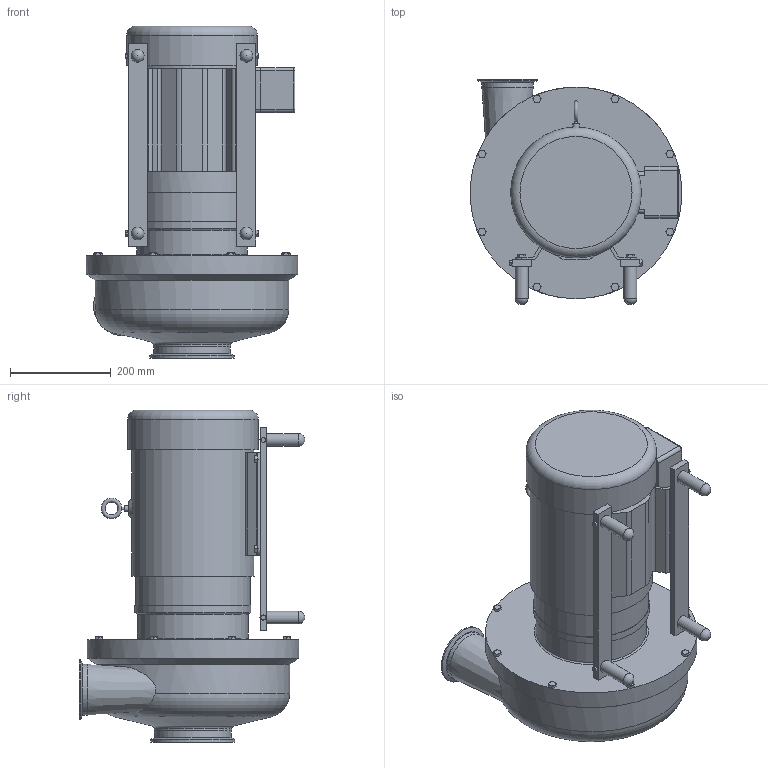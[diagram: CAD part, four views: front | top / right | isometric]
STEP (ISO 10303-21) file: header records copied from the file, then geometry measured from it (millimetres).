
FILE_DESCRIPTION(/* description */ (''),/* implementation_level */ '2;1');
FILE_NAME(/* name */ 'W+_W+25-210_213TC_6.0x4.0_S-Line_7.5HP_SM.stp',/* time_stamp */ '2020-09-02T10:56:38+05:00',/* author */ ('KRXREM'),/* organization */ (''),/* preprocessor_version */ 'ST-DEVELOPER v17',/* originating_system */ 'Autodesk Inventor 2018',/* authorisation */ '');
FILE_SCHEMA (('AUTOMOTIVE_DESIGN { 1 0 10303 214 3 1 1 }'));
Length unit declared in the file: inch
Products named in the file (1): W+_W+25-210_213TC_6.0x4.0_S-Line_7.5HP_SM
Bounding box: 420 x 448.07 x 659.08 mm (x, y, z)
Volume: 42731847.8 mm3; surface area: 1047400.3 mm2
Topology: 1 solids, 1 shells, 462 faces, 1201 edges, 765 vertices
Faces by surface type: plane 235, cone 118, cylinder 48, bspline 42, torus 15, sphere 4
Full cylindrical faces by diameter (mm): 5.751 x1, 12.141 x1, 25.4 x4, 97.384 x1, 101.727 x1, 118.923 x1, 146.863 x1, 152.527 x1, 154 x1, 166.878 x1, 220 x1, 228.092 x1, 230 x1, 242.824 x1, 259.588 x1, 384 x1, 420 x1
Entity records: 14730 total; most frequent: CARTESIAN_POINT 3592, ORIENTED_EDGE 2394, DIRECTION 2081, EDGE_CURVE 1197, VERTEX_POINT 765, AXIS2_PLACEMENT_3D 752, LINE 577, VECTOR 577
